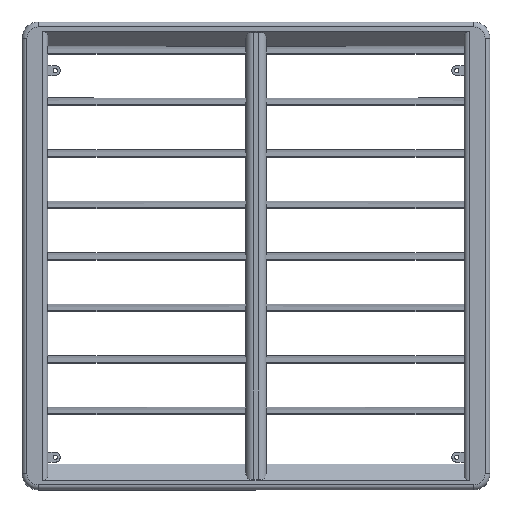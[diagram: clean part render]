
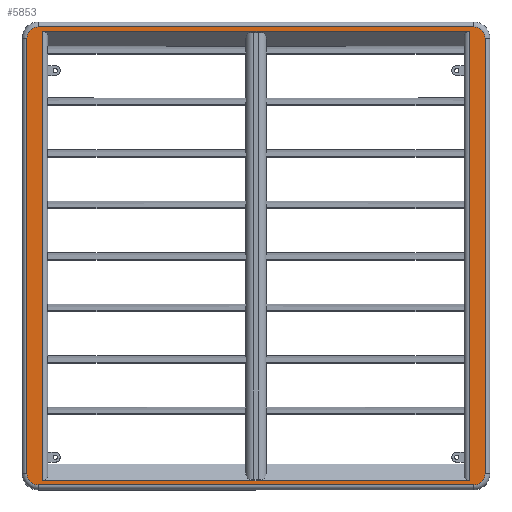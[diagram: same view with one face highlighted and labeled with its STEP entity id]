
A CAD part, top view. The second image highlights one B-rep face of the part: STEP entity #5853.
In plain terms, the highlighted planar face has unit normal (0, 0, 1).
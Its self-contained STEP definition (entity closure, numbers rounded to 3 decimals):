
#185 = CARTESIAN_POINT ( 'NONE',  ( -231., -219.5, 20. ) ) ;
#239 = VERTEX_POINT ( 'NONE', #6137 ) ;
#284 = ORIENTED_EDGE ( 'NONE', *, *, #6544, .T. ) ;
#368 = ORIENTED_EDGE ( 'NONE', *, *, #445, .T. ) ;
#445 = EDGE_CURVE ( 'NONE', #239, #6741, #2868, .T. ) ;
#456 = CARTESIAN_POINT ( 'NONE',  ( -210., 226.5, 20. ) ) ;
#623 = CARTESIAN_POINT ( 'NONE',  ( -215., -226.5, 20. ) ) ;
#654 = LINE ( 'NONE', #6076, #6613 ) ;
#656 = EDGE_LOOP ( 'NONE', ( #3446, #368, #2824, #2807 ) ) ;
#1020 = EDGE_CURVE ( 'NONE', #1203, #1048, #3280, .T. ) ;
#1026 = LINE ( 'NONE', #3355, #6124 ) ;
#1040 = LINE ( 'NONE', #456, #5426 ) ;
#1048 = VERTEX_POINT ( 'NONE', #4805 ) ;
#1155 = VECTOR ( 'NONE', #1795, 1000. ) ;
#1203 = VERTEX_POINT ( 'NONE', #6820 ) ;
#1274 = DIRECTION ( 'NONE',  ( -1., 0., 0. ) ) ;
#1293 = DIRECTION ( 'NONE',  ( 0., 0., 1. ) ) ;
#1379 = EDGE_CURVE ( 'NONE', #2030, #4553, #654, .T. ) ;
#1382 = AXIS2_PLACEMENT_3D ( 'NONE', #7066, #5325, #2610 ) ;
#1441 = CARTESIAN_POINT ( 'NONE',  ( -231., 219.5, 20. ) ) ;
#1624 = CIRCLE ( 'NONE', #1982, 11.5 ) ;
#1679 = ORIENTED_EDGE ( 'NONE', *, *, #3499, .T. ) ;
#1763 = DIRECTION ( 'NONE',  ( 0., 0., 1. ) ) ;
#1795 = DIRECTION ( 'NONE',  ( 0., 1., 0. ) ) ;
#1830 = DIRECTION ( 'NONE',  ( -1., 0., 0. ) ) ;
#1913 = EDGE_LOOP ( 'NONE', ( #4760, #1679, #5290, #2712, #5018, #2705, #284, #5465 ) ) ;
#1937 = CARTESIAN_POINT ( 'NONE',  ( 215., -226.5, 20. ) ) ;
#1939 = DIRECTION ( 'NONE',  ( 1., 0., 0. ) ) ;
#1982 = AXIS2_PLACEMENT_3D ( 'NONE', #5990, #1293, #1830 ) ;
#2030 = VERTEX_POINT ( 'NONE', #6812 ) ;
#2141 = EDGE_CURVE ( 'NONE', #2885, #2798, #6722, .T. ) ;
#2242 = VECTOR ( 'NONE', #2427, 1000. ) ;
#2427 = DIRECTION ( 'NONE',  ( 0., -1., 0. ) ) ;
#2461 = EDGE_CURVE ( 'NONE', #2634, #6741, #4125, .T. ) ;
#2610 = DIRECTION ( 'NONE',  ( -1., 0., 0. ) ) ;
#2634 = VERTEX_POINT ( 'NONE', #623 ) ;
#2644 = DIRECTION ( 'NONE',  ( 1., 0., 0. ) ) ;
#2652 = CARTESIAN_POINT ( 'NONE',  ( -231., 219.5, 20. ) ) ;
#2676 = VECTOR ( 'NONE', #5986, 1000. ) ;
#2705 = ORIENTED_EDGE ( 'NONE', *, *, #1020, .T. ) ;
#2712 = ORIENTED_EDGE ( 'NONE', *, *, #6260, .T. ) ;
#2725 = EDGE_CURVE ( 'NONE', #2634, #7347, #1026, .T. ) ;
#2798 = VERTEX_POINT ( 'NONE', #185 ) ;
#2807 = ORIENTED_EDGE ( 'NONE', *, *, #2725, .T. ) ;
#2824 = ORIENTED_EDGE ( 'NONE', *, *, #2461, .F. ) ;
#2837 = CARTESIAN_POINT ( 'NONE',  ( -219.5, 219.5, 20. ) ) ;
#2868 = LINE ( 'NONE', #2933, #2242 ) ;
#2885 = VERTEX_POINT ( 'NONE', #2652 ) ;
#2933 = CARTESIAN_POINT ( 'NONE',  ( 215., -226.5, 20. ) ) ;
#3177 = AXIS2_PLACEMENT_3D ( 'NONE', #2837, #1763, #7590 ) ;
#3280 = CIRCLE ( 'NONE', #4885, 11.5 ) ;
#3328 = CARTESIAN_POINT ( 'NONE',  ( 219.5, -231., 20. ) ) ;
#3355 = CARTESIAN_POINT ( 'NONE',  ( -215., 226.5, 20. ) ) ;
#3446 = ORIENTED_EDGE ( 'NONE', *, *, #4823, .T. ) ;
#3499 = EDGE_CURVE ( 'NONE', #4553, #2885, #6896, .T. ) ;
#3580 = VECTOR ( 'NONE', #2644, 1000. ) ;
#3620 = CARTESIAN_POINT ( 'NONE',  ( -210., -226.5, 20. ) ) ;
#3782 = DIRECTION ( 'NONE',  ( 0., -1., 0. ) ) ;
#3955 = CIRCLE ( 'NONE', #1382, 11.5 ) ;
#3975 = FACE_BOUND ( 'NONE', #656, .T. ) ;
#4076 = AXIS2_PLACEMENT_3D ( 'NONE', #6588, #4196, #4117 ) ;
#4117 = DIRECTION ( 'NONE',  ( -1., 0., 0. ) ) ;
#4125 = LINE ( 'NONE', #3620, #2676 ) ;
#4176 = DIRECTION ( 'NONE',  ( -1., 0., 0. ) ) ;
#4196 = DIRECTION ( 'NONE',  ( 0., 0., -1. ) ) ;
#4255 = CARTESIAN_POINT ( 'NONE',  ( -219.5, 231., 20. ) ) ;
#4402 = VECTOR ( 'NONE', #3782, 1000. ) ;
#4490 = LINE ( 'NONE', #3328, #3580 ) ;
#4553 = VERTEX_POINT ( 'NONE', #4255 ) ;
#4558 = FACE_OUTER_BOUND ( 'NONE', #1913, .T. ) ;
#4759 = VERTEX_POINT ( 'NONE', #5305 ) ;
#4760 = ORIENTED_EDGE ( 'NONE', *, *, #1379, .T. ) ;
#4805 = CARTESIAN_POINT ( 'NONE',  ( 231., -219.5, 20. ) ) ;
#4823 = EDGE_CURVE ( 'NONE', #7347, #239, #1040, .T. ) ;
#4861 = EDGE_CURVE ( 'NONE', #4759, #2030, #1624, .T. ) ;
#4885 = AXIS2_PLACEMENT_3D ( 'NONE', #7243, #6616, #1274 ) ;
#4917 = VERTEX_POINT ( 'NONE', #6071 ) ;
#5018 = ORIENTED_EDGE ( 'NONE', *, *, #6422, .T. ) ;
#5290 = ORIENTED_EDGE ( 'NONE', *, *, #2141, .T. ) ;
#5305 = CARTESIAN_POINT ( 'NONE',  ( 231., 219.5, 20. ) ) ;
#5325 = DIRECTION ( 'NONE',  ( 0., 0., 1. ) ) ;
#5426 = VECTOR ( 'NONE', #1939, 1000. ) ;
#5465 = ORIENTED_EDGE ( 'NONE', *, *, #4861, .T. ) ;
#5561 = CARTESIAN_POINT ( 'NONE',  ( -215., 226.5, 20. ) ) ;
#5724 = DIRECTION ( 'NONE',  ( 0., 1., 0. ) ) ;
#5760 = PLANE ( 'NONE',  #4076 ) ;
#5776 = CARTESIAN_POINT ( 'NONE',  ( 231., 219.5, 20. ) ) ;
#5853 = ADVANCED_FACE ( 'NONE', ( #4558, #3975 ), #5760, .F. ) ;
#5986 = DIRECTION ( 'NONE',  ( 1., 0., 0. ) ) ;
#5990 = CARTESIAN_POINT ( 'NONE',  ( 219.5, 219.5, 20. ) ) ;
#6071 = CARTESIAN_POINT ( 'NONE',  ( -219.5, -231., 20. ) ) ;
#6076 = CARTESIAN_POINT ( 'NONE',  ( 219.5, 231., 20. ) ) ;
#6124 = VECTOR ( 'NONE', #5724, 1000. ) ;
#6137 = CARTESIAN_POINT ( 'NONE',  ( 215., 226.5, 20. ) ) ;
#6260 = EDGE_CURVE ( 'NONE', #2798, #4917, #3955, .T. ) ;
#6422 = EDGE_CURVE ( 'NONE', #4917, #1203, #4490, .T. ) ;
#6488 = LINE ( 'NONE', #5776, #1155 ) ;
#6544 = EDGE_CURVE ( 'NONE', #1048, #4759, #6488, .T. ) ;
#6588 = CARTESIAN_POINT ( 'NONE',  ( 219.5, 219.5, 20. ) ) ;
#6613 = VECTOR ( 'NONE', #4176, 1000. ) ;
#6616 = DIRECTION ( 'NONE',  ( 0., 0., 1. ) ) ;
#6722 = LINE ( 'NONE', #1441, #4402 ) ;
#6741 = VERTEX_POINT ( 'NONE', #1937 ) ;
#6812 = CARTESIAN_POINT ( 'NONE',  ( 219.5, 231., 20. ) ) ;
#6820 = CARTESIAN_POINT ( 'NONE',  ( 219.5, -231., 20. ) ) ;
#6896 = CIRCLE ( 'NONE', #3177, 11.5 ) ;
#7066 = CARTESIAN_POINT ( 'NONE',  ( -219.5, -219.5, 20. ) ) ;
#7243 = CARTESIAN_POINT ( 'NONE',  ( 219.5, -219.5, 20. ) ) ;
#7347 = VERTEX_POINT ( 'NONE', #5561 ) ;
#7590 = DIRECTION ( 'NONE',  ( -1., 0., 0. ) ) ;
